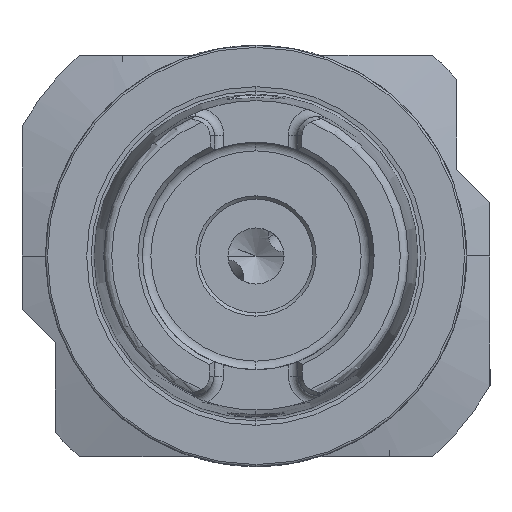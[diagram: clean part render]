
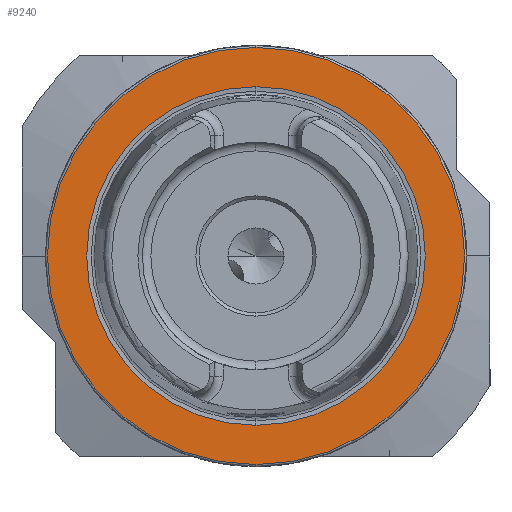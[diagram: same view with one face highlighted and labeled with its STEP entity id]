
A CAD part, left-side view. The second image highlights one B-rep face of the part: STEP entity #9240.
In plain terms, the highlighted planar face has unit normal (-1, 0, 0).
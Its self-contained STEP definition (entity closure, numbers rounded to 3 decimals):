
#378 = EDGE_CURVE ( 'NONE', #7060, #7002, #4444, .T. ) ;
#379 = EDGE_CURVE ( 'NONE', #6966, #7031, #4446, .T. ) ;
#585 = EDGE_CURVE ( 'NONE', #7031, #6966, #7871, .T. ) ;
#589 = EDGE_CURVE ( 'NONE', #7002, #7060, #7883, .T. ) ;
#1624 = FACE_BOUND ( 'NONE', #4989, .T. ) ;
#1627 = DIRECTION ( 'NONE',  ( 1., 0., 0. ) ) ;
#1629 = CARTESIAN_POINT ( 'NONE',  ( 0., 31.2, 0. ) ) ;
#1630 = FACE_OUTER_BOUND ( 'NONE', #4997, .T. ) ;
#1631 = PLANE ( 'NONE',  #5833 ) ;
#1633 = DIRECTION ( 'NONE',  ( 0., 0., -1. ) ) ;
#4035 = CARTESIAN_POINT ( 'NONE',  ( 0., 0., 25.324 ) ) ;
#4066 = CARTESIAN_POINT ( 'NONE',  ( 0., 0., 31.2 ) ) ;
#4094 = CARTESIAN_POINT ( 'NONE',  ( 0., 0., -25.324 ) ) ;
#4122 = CARTESIAN_POINT ( 'NONE',  ( 0., 0., -31.2 ) ) ;
#4444 = CIRCLE ( 'NONE', #4449, 31.2 ) ;
#4446 = CIRCLE ( 'NONE', #4451, 25.324 ) ;
#4449 = AXIS2_PLACEMENT_3D ( 'NONE', #10655, #10656, #10657 ) ;
#4451 = AXIS2_PLACEMENT_3D ( 'NONE', #10658, #10659, #10660 ) ;
#4989 = EDGE_LOOP ( 'NONE', ( #10329, #10330 ) ) ;
#4997 = EDGE_LOOP ( 'NONE', ( #10331, #10332 ) ) ;
#5833 = AXIS2_PLACEMENT_3D ( 'NONE', #1629, #1627, #1633 ) ;
#6966 = VERTEX_POINT ( 'NONE', #4035 ) ;
#7002 = VERTEX_POINT ( 'NONE', #4066 ) ;
#7031 = VERTEX_POINT ( 'NONE', #4094 ) ;
#7060 = VERTEX_POINT ( 'NONE', #4122 ) ;
#7871 = CIRCLE ( 'NONE', #7879, 25.324 ) ;
#7879 = AXIS2_PLACEMENT_3D ( 'NONE', #10220, #10221, #10222 ) ;
#7883 = CIRCLE ( 'NONE', #7886, 31.2 ) ;
#7886 = AXIS2_PLACEMENT_3D ( 'NONE', #9319, #9320, #9321 ) ;
#9240 = ADVANCED_FACE ( 'NONE', ( #1624, #1630 ), #1631, .F. ) ;
#9319 = CARTESIAN_POINT ( 'NONE',  ( 0., 0., 0. ) ) ;
#9320 = DIRECTION ( 'NONE',  ( -1., 0., 0. ) ) ;
#9321 = DIRECTION ( 'NONE',  ( 0., 0., 1. ) ) ;
#10220 = CARTESIAN_POINT ( 'NONE',  ( 0., 0., 0. ) ) ;
#10221 = DIRECTION ( 'NONE',  ( -1., 0., 0. ) ) ;
#10222 = DIRECTION ( 'NONE',  ( 0., 0., 1. ) ) ;
#10329 = ORIENTED_EDGE ( 'NONE', *, *, #379, .F. ) ;
#10330 = ORIENTED_EDGE ( 'NONE', *, *, #585, .F. ) ;
#10331 = ORIENTED_EDGE ( 'NONE', *, *, #589, .T. ) ;
#10332 = ORIENTED_EDGE ( 'NONE', *, *, #378, .T. ) ;
#10655 = CARTESIAN_POINT ( 'NONE',  ( 0., 0., 0. ) ) ;
#10656 = DIRECTION ( 'NONE',  ( -1., 0., 0. ) ) ;
#10657 = DIRECTION ( 'NONE',  ( 0., 0., 1. ) ) ;
#10658 = CARTESIAN_POINT ( 'NONE',  ( 0., 0., 0. ) ) ;
#10659 = DIRECTION ( 'NONE',  ( -1., 0., 0. ) ) ;
#10660 = DIRECTION ( 'NONE',  ( 0., 0., 1. ) ) ;
